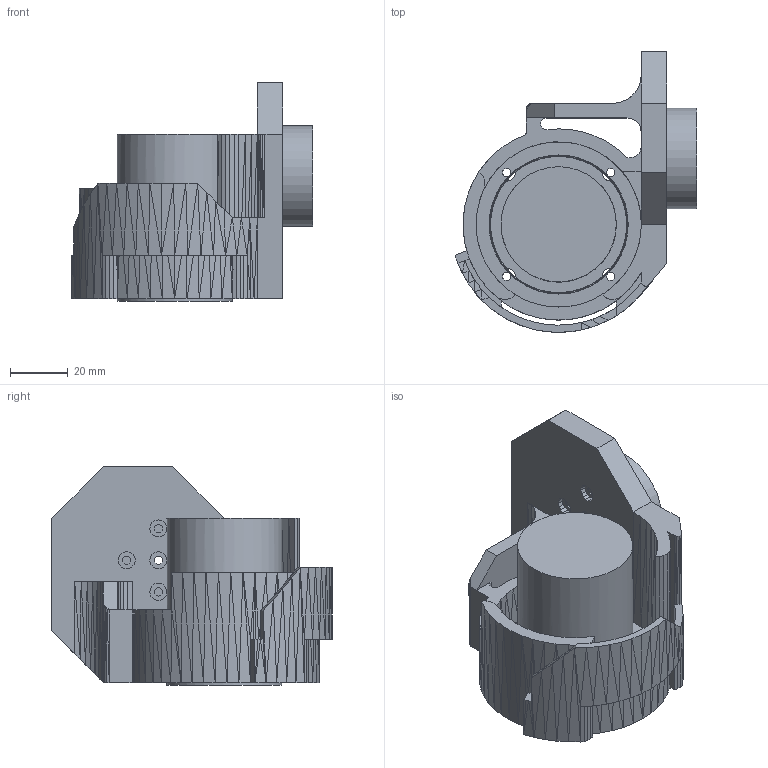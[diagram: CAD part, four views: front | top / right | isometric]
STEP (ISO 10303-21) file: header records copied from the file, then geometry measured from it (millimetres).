
FILE_DESCRIPTION(('FreeCAD Model'),'2;1');
FILE_NAME('Open CASCADE Shape Model','2024-12-03T12:48:38',(''),(''), 'Open CASCADE STEP processor 7.8','FreeCAD','Unknown');
FILE_SCHEMA(('AUTOMOTIVE_DESIGN { 1 0 10303 214 1 1 1 1 }'));
Length unit declared in the file: millimetre
Products named in the file (1): PART_2
Bounding box: 83.96 x 97.5 x 76 mm (x, y, z)
Volume: 175896.2 mm3; surface area: 46073.5 mm2
Topology: 1 solids, 1 shells, 1362 faces, 2735 edges, 1380 vertices
Faces by surface type: plane 1357, cylinder 5
Full cylindrical faces by diameter (mm): 8 x2, 35 x1, 40 x2
Entity records: 32987 total; most frequent: DIRECTION 5563, CARTESIAN_POINT 5480, ORIENTED_EDGE 5470, EDGE_CURVE 2735, LINE 2629, VECTOR 2629, AXIS2_PLACEMENT_3D 1467, FACE_BOUND 1389
